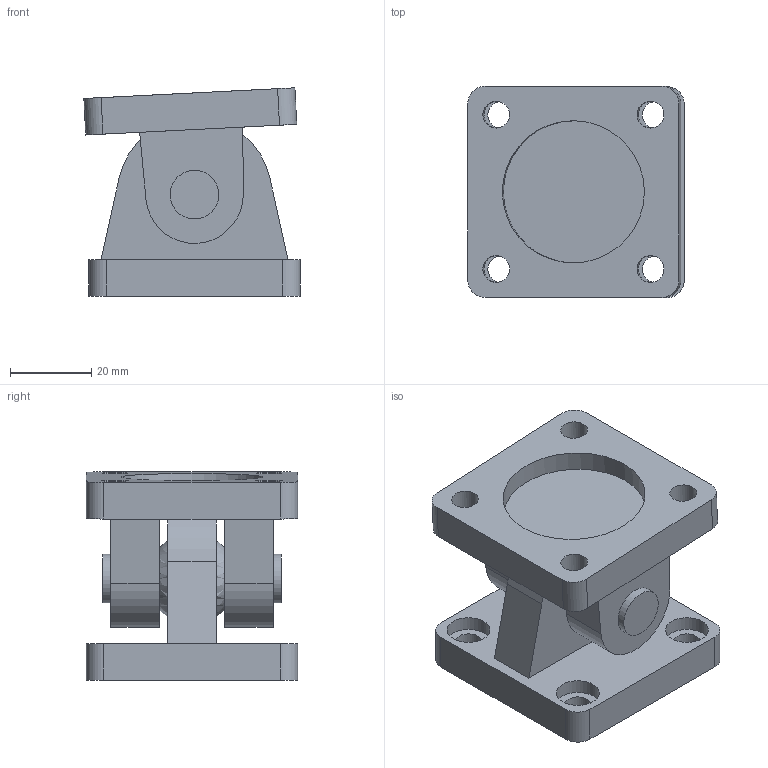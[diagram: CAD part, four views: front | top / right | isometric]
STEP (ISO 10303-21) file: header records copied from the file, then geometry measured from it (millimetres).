
FILE_DESCRIPTION(/* description */ ('Unknown'),/* implementation_level */ '2;1');
FILE_NAME(/* name */ '1380.40.36F',/* time_stamp */ '2018-09-18T13:27:10-04:00',/* author */ ('Unknown'),/* organization */ ('Unknown'),/* preprocessor_version */ 'ST-DEVELOPER v16.7',/* originating_system */ 'DEX',/* authorisation */ $);
FILE_SCHEMA (('AUTOMOTIVE_DESIGN {1 0 10303 214 3 1 1}'));
Length unit declared in the file: millimetre
Products named in the file (6): 1380.40.36F; 1380_40_15F; 1380_40_15F(A); 1380.40.15F(B); 1380_40_30F
Assembly tree (5 placements, depth 3):
  1380.40.36F
    1380_40_15F
      1380_40_15F(A)
      1380.40.15F(B)
    1380_40_30F
      1380_40_30F
Bounding box: 53.23 x 52 x 51.28 mm (x, y, z)
Volume: 66121.5 mm3; surface area: 26043.3 mm2
Topology: 3 solids, 3 shells, 73 faces, 160 edges, 108 vertices
Faces by surface type: plane 38, cylinder 33, sphere 2
Full cylindrical faces by diameter (mm): 6.6 x8, 10.5 x8, 12 x4, 35 x2
Entity records: 2064 total; most frequent: DIRECTION 360, CARTESIAN_POINT 315, ORIENTED_EDGE 264, AXIS2_PLACEMENT_3D 149, EDGE_LOOP 134, FACE_BOUND 134, EDGE_CURVE 132, VERTEX_POINT 104
